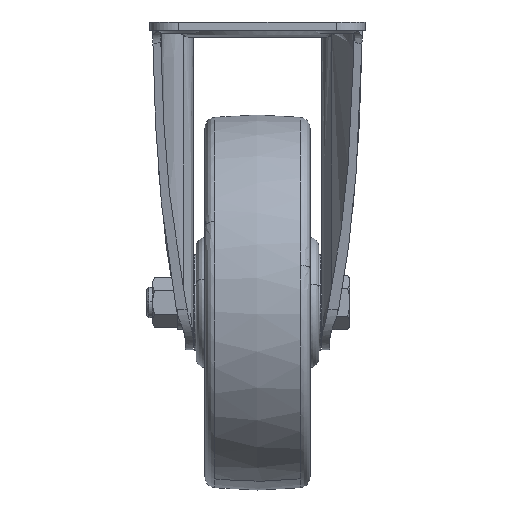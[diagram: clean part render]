
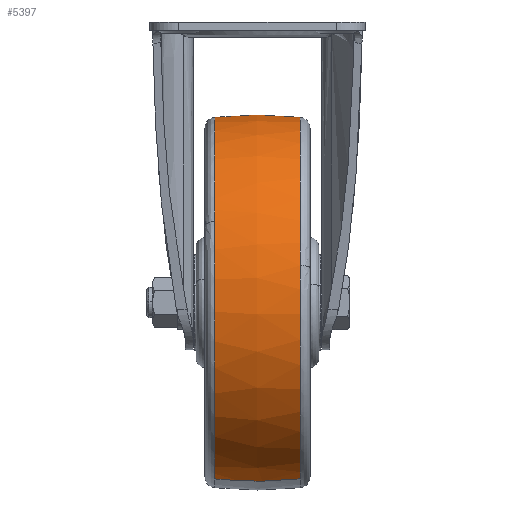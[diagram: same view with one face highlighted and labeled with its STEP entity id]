
A CAD part, left-side view. The second image highlights one B-rep face of the part: STEP entity #5397.
In plain terms, the highlighted free-form (B-spline) face has degree [2, 2] with [5, 5] control points.
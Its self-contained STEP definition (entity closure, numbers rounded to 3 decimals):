
#5115=CARTESIAN_POINT('',(-72.541,-17.01,-97.215));
#5116=VERTEX_POINT('',#5115);
#5117=CARTESIAN_POINT('',(-22.877,-17.01,-182.409));
#5118=VERTEX_POINT('',#5117);
#5119=CARTESIAN_POINT('',(-72.541,-17.01,-97.215));
#5120=CARTESIAN_POINT('',(-85.742,-17.01,-161.983));
#5121=CARTESIAN_POINT('',(-22.877,-17.01,-182.409));
#5129=(BOUNDED_CURVE()B_SPLINE_CURVE(2,(#5119,#5120,#5121),.UNSPECIFIED.,.F.,.U.)B_SPLINE_CURVE_WITH_KNOTS((3,3),(0.77,1.0),.UNSPECIFIED.)CURVE()GEOMETRIC_REPRESENTATION_ITEM()RATIONAL_B_SPLINE_CURVE((0.958,0.73,1.0))REPRESENTATION_ITEM(''));
#5130=EDGE_CURVE('',#5116,#5118,#5129,.T.);
#5203=CARTESIAN_POINT('',(22.877,-17.01,-41.591));
#5204=VERTEX_POINT('',#5203);
#5205=CARTESIAN_POINT('',(22.877,-17.01,-41.591));
#5206=CARTESIAN_POINT('',(-47.532,-17.01,-18.714));
#5207=CARTESIAN_POINT('',(-70.409,-17.01,-89.123));
#5208=CARTESIAN_POINT('',(-71.704,-17.01,-93.109));
#5209=CARTESIAN_POINT('',(-72.541,-17.01,-97.215));
#5217=(BOUNDED_CURVE()B_SPLINE_CURVE(2,(#5205,#5206,#5207,#5208,#5209),.UNSPECIFIED.,.F.,.U.)B_SPLINE_CURVE_WITH_KNOTS((3,2,3),(0.5,0.75,0.77),.UNSPECIFIED.)CURVE()GEOMETRIC_REPRESENTATION_ITEM()RATIONAL_B_SPLINE_CURVE((1.0,0.707,1.0,0.977,0.958))REPRESENTATION_ITEM(''));
#5218=EDGE_CURVE('',#5204,#5116,#5217,.T.);
#5273=CARTESIAN_POINT('',(-22.877,17.01,-182.409));
#5274=VERTEX_POINT('',#5273);
#5275=CARTESIAN_POINT('',(-22.877,-17.01,-182.409));
#5276=CARTESIAN_POINT('',(-23.027,-12.776,-182.869));
#5277=CARTESIAN_POINT('',(-23.276,-1.43,-183.636));
#5278=CARTESIAN_POINT('',(-23.126,9.953,-183.175));
#5279=CARTESIAN_POINT('',(-22.877,17.01,-182.409));
#5280=B_SPLINE_CURVE_WITH_KNOTS('',3,(#5275,#5276,#5277,#5278,#5279),.UNSPECIFIED.,.F.,.U.,(4,1,4),(0.,12.785,34.094),.UNSPECIFIED.);
#5281=EDGE_CURVE('',#5118,#5274,#5280,.T.);
#5298=CARTESIAN_POINT('',(22.877,17.01,-41.591));
#5299=VERTEX_POINT('',#5298);
#5315=CARTESIAN_POINT('',(22.877,-17.01,-41.591));
#5316=CARTESIAN_POINT('',(23.027,-12.776,-41.131));
#5317=CARTESIAN_POINT('',(23.276,-1.43,-40.364));
#5318=CARTESIAN_POINT('',(23.126,9.953,-40.825));
#5319=CARTESIAN_POINT('',(22.877,17.01,-41.591));
#5320=B_SPLINE_CURVE_WITH_KNOTS('',3,(#5315,#5316,#5317,#5318,#5319),.UNSPECIFIED.,.F.,.U.,(4,1,4),(0.,12.785,34.094),.UNSPECIFIED.);
#5321=EDGE_CURVE('',#5204,#5299,#5320,.T.);
#5328=CARTESIAN_POINT('',(22.814,-18.725,-41.787));
#5329=CARTESIAN_POINT('',(23.176,-9.399,-40.671));
#5330=CARTESIAN_POINT('',(23.176,0.,-40.671));
#5331=CARTESIAN_POINT('',(23.176,9.399,-40.671));
#5332=CARTESIAN_POINT('',(22.814,18.725,-41.787));
#5333=CARTESIAN_POINT('',(-47.4,-18.725,-18.973));
#5334=CARTESIAN_POINT('',(-48.153,-9.399,-17.494));
#5335=CARTESIAN_POINT('',(-48.153,0.,-17.494));
#5336=CARTESIAN_POINT('',(-48.153,9.399,-17.494));
#5337=CARTESIAN_POINT('',(-47.4,18.725,-18.973));
#5338=CARTESIAN_POINT('',(-70.213,-18.725,-89.186));
#5339=CARTESIAN_POINT('',(-71.329,-9.399,-88.824));
#5340=CARTESIAN_POINT('',(-71.329,0.,-88.824));
#5341=CARTESIAN_POINT('',(-71.329,9.399,-88.824));
#5342=CARTESIAN_POINT('',(-70.213,18.725,-89.186));
#5343=CARTESIAN_POINT('',(-93.027,-18.725,-159.4));
#5344=CARTESIAN_POINT('',(-94.506,-9.399,-160.153));
#5345=CARTESIAN_POINT('',(-94.506,0.,-160.153));
#5346=CARTESIAN_POINT('',(-94.506,9.399,-160.153));
#5347=CARTESIAN_POINT('',(-93.027,18.725,-159.4));
#5348=CARTESIAN_POINT('',(-22.814,-18.725,-182.213));
#5349=CARTESIAN_POINT('',(-23.176,-9.399,-183.329));
#5350=CARTESIAN_POINT('',(-23.176,0.,-183.329));
#5351=CARTESIAN_POINT('',(-23.176,9.399,-183.329));
#5352=CARTESIAN_POINT('',(-22.814,18.725,-182.213));
#5360=(BOUNDED_SURFACE()B_SPLINE_SURFACE(2,2,((#5328,#5333,#5338,#5343,#5348),(#5329,#5334,#5339,#5344,#5349),(#5330,#5335,#5340,#5345,#5350),(#5331,#5336,#5341,#5346,#5351),(#5332,#5337,#5342,#5347,#5352)),.UNSPECIFIED.,.F.,.F.,.U.)B_SPLINE_SURFACE_WITH_KNOTS((3,2,3),(3,2,3),(0.0,19.04,38.079),(0.0,124.264,248.528),.UNSPECIFIED.)GEOMETRIC_REPRESENTATION_ITEM()RATIONAL_B_SPLINE_SURFACE(((0.971,0.687,0.971,0.687,0.971),(0.983,0.695,0.983,0.695,0.983),(1.0,0.707,1.0,0.707,1.0),(0.983,0.695,0.983,0.695,0.983),(0.971,0.687,0.971,0.687,0.971)))REPRESENTATION_ITEM('')SURFACE());
#5361=ORIENTED_EDGE('',*,*,#5281,.F.);
#5362=ORIENTED_EDGE('',*,*,#5130,.F.);
#5363=ORIENTED_EDGE('',*,*,#5218,.F.);
#5364=ORIENTED_EDGE('',*,*,#5321,.T.);
#5365=CARTESIAN_POINT('',(-66.585,17.01,-79.639));
#5366=VERTEX_POINT('',#5365);
#5367=CARTESIAN_POINT('',(22.877,17.01,-41.591));
#5368=CARTESIAN_POINT('',(-38.415,17.01,-21.676));
#5369=CARTESIAN_POINT('',(-66.585,17.01,-79.639));
#5377=(BOUNDED_CURVE()B_SPLINE_CURVE(2,(#5367,#5368,#5369),.UNSPECIFIED.,.F.,.U.)B_SPLINE_CURVE_WITH_KNOTS((3,3),(0.5,0.726),.UNSPECIFIED.)CURVE()GEOMETRIC_REPRESENTATION_ITEM()RATIONAL_B_SPLINE_CURVE((1.0,0.735,0.95))REPRESENTATION_ITEM(''));
#5378=EDGE_CURVE('',#5299,#5366,#5377,.T.);
#5379=ORIENTED_EDGE('',*,*,#5378,.T.);
#5380=CARTESIAN_POINT('',(-66.585,17.01,-79.639));
#5381=CARTESIAN_POINT('',(-68.825,17.01,-84.249));
#5382=CARTESIAN_POINT('',(-70.409,17.01,-89.123));
#5383=CARTESIAN_POINT('',(-93.286,17.01,-159.532));
#5384=CARTESIAN_POINT('',(-22.877,17.01,-182.409));
#5392=(BOUNDED_CURVE()B_SPLINE_CURVE(2,(#5380,#5381,#5382,#5383,#5384),.UNSPECIFIED.,.F.,.U.)B_SPLINE_CURVE_WITH_KNOTS((3,2,3),(0.726,0.75,1.0),.UNSPECIFIED.)CURVE()GEOMETRIC_REPRESENTATION_ITEM()RATIONAL_B_SPLINE_CURVE((0.95,0.972,1.0,0.707,1.0))REPRESENTATION_ITEM(''));
#5393=EDGE_CURVE('',#5366,#5274,#5392,.T.);
#5394=ORIENTED_EDGE('',*,*,#5393,.T.);
#5395=EDGE_LOOP('',(#5361,#5362,#5363,#5364,#5379,#5394));
#5396=FACE_OUTER_BOUND('',#5395,.T.);
#5397=ADVANCED_FACE('',(#5396),#5360,.T.);
